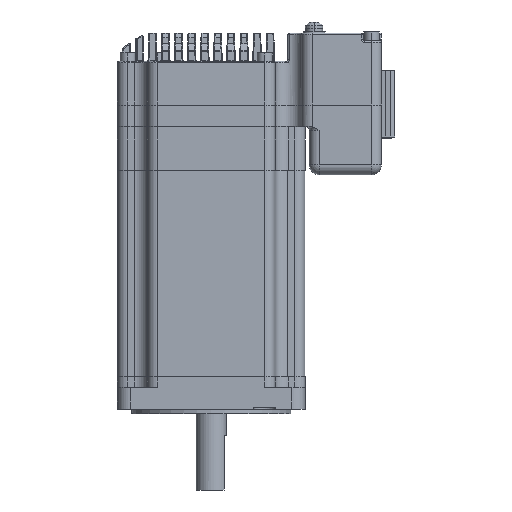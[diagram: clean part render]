
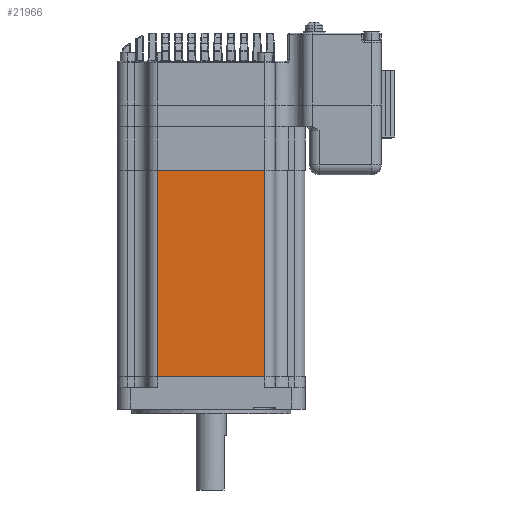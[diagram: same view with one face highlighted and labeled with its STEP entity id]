
A CAD part, front view. The second image highlights one B-rep face of the part: STEP entity #21966.
In plain terms, the highlighted planar face has unit normal (0, -1, 0).
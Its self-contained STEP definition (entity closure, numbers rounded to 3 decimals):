
#12884 = PLANE ( 'NONE',  #62932 ) ;
#14832 = CARTESIAN_POINT ( 'NONE',  ( 24.55, -42.85, 94.5 ) ) ;
#21921 = DIRECTION ( 'NONE',  ( -1., 0., 0. ) ) ;
#21966 = ADVANCED_FACE ( 'NONE', ( #112457 ), #12884, .T. ) ;
#26476 = EDGE_CURVE ( 'NONE', #77926, #133440, #90020, .T. ) ;
#27393 = DIRECTION ( 'NONE',  ( 0., 0., -1. ) ) ;
#29213 = VECTOR ( 'NONE', #21921, 1000. ) ;
#34481 = CARTESIAN_POINT ( 'NONE',  ( 0., -42.85, 0. ) ) ;
#51623 = DIRECTION ( 'NONE',  ( -1., 0., 0. ) ) ;
#52450 = ORIENTED_EDGE ( 'NONE', *, *, #132260, .F. ) ;
#52766 = VECTOR ( 'NONE', #63536, 1000. ) ;
#56692 = LINE ( 'NONE', #76100, #52766 ) ;
#56698 = VECTOR ( 'NONE', #51623, 1000. ) ;
#62932 = AXIS2_PLACEMENT_3D ( 'NONE', #137381, #150434, #75716 ) ;
#63536 = DIRECTION ( 'NONE',  ( 0., 0., -1. ) ) ;
#67429 = CARTESIAN_POINT ( 'NONE',  ( -24.55, -42.85, 94.5 ) ) ;
#73259 = LINE ( 'NONE', #14832, #135714 ) ;
#74072 = ORIENTED_EDGE ( 'NONE', *, *, #26476, .T. ) ;
#75716 = DIRECTION ( 'NONE',  ( 0., 0., -1. ) ) ;
#76100 = CARTESIAN_POINT ( 'NONE',  ( -24.55, -42.85, 94.5 ) ) ;
#77926 = VERTEX_POINT ( 'NONE', #83942 ) ;
#83942 = CARTESIAN_POINT ( 'NONE',  ( 24.55, -42.85, 94.5 ) ) ;
#90020 = LINE ( 'NONE', #101376, #56698 ) ;
#95786 = LINE ( 'NONE', #34481, #29213 ) ;
#101376 = CARTESIAN_POINT ( 'NONE',  ( 0., -42.85, 94.5 ) ) ;
#101585 = EDGE_LOOP ( 'NONE', ( #52450, #109244, #74072, #111279 ) ) ;
#109244 = ORIENTED_EDGE ( 'NONE', *, *, #129160, .F. ) ;
#111279 = ORIENTED_EDGE ( 'NONE', *, *, #117711, .T. ) ;
#112457 = FACE_OUTER_BOUND ( 'NONE', #101585, .T. ) ;
#115291 = CARTESIAN_POINT ( 'NONE',  ( -24.55, -42.85, 0. ) ) ;
#117711 = EDGE_CURVE ( 'NONE', #133440, #136404, #56692, .T. ) ;
#122526 = CARTESIAN_POINT ( 'NONE',  ( 24.55, -42.85, 0. ) ) ;
#127580 = VERTEX_POINT ( 'NONE', #122526 ) ;
#129160 = EDGE_CURVE ( 'NONE', #77926, #127580, #73259, .T. ) ;
#132260 = EDGE_CURVE ( 'NONE', #127580, #136404, #95786, .T. ) ;
#133440 = VERTEX_POINT ( 'NONE', #67429 ) ;
#135714 = VECTOR ( 'NONE', #27393, 1000. ) ;
#136404 = VERTEX_POINT ( 'NONE', #115291 ) ;
#137381 = CARTESIAN_POINT ( 'NONE',  ( 0., -42.85, 94.5 ) ) ;
#150434 = DIRECTION ( 'NONE',  ( 0., -1., 0. ) ) ;
